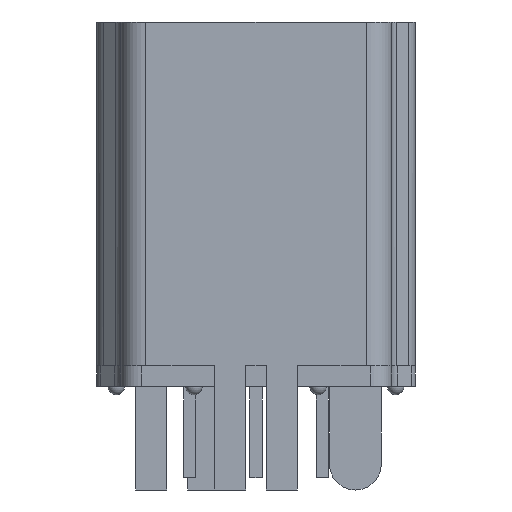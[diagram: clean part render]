
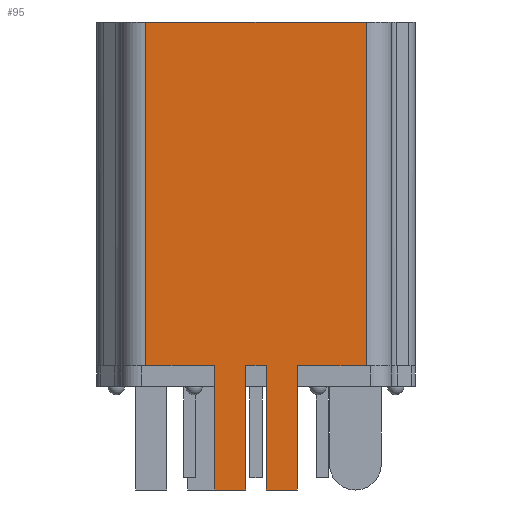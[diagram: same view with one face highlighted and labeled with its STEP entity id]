
A CAD part, front view. The second image highlights one B-rep face of the part: STEP entity #95.
In plain terms, the highlighted planar face has unit normal (0, -1, 0).
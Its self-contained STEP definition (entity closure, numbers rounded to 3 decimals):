
#95=ADVANCED_FACE('',(#376),#377,.T.);
#376=FACE_OUTER_BOUND('',#848,.T.);
#377=PLANE('',#849);
#848=EDGE_LOOP('',(#1666,#1667,#1668,#1669,#1670,#1671,#1672,#1673,#1674,#1675,#1676,#1677));
#849=AXIS2_PLACEMENT_3D('',#1678,#1679,#1680);
#1666=ORIENTED_EDGE('',*,*,#3322,.T.);
#1667=ORIENTED_EDGE('',*,*,#3323,.T.);
#1668=ORIENTED_EDGE('',*,*,#3324,.T.);
#1669=ORIENTED_EDGE('',*,*,#3234,.F.);
#1670=ORIENTED_EDGE('',*,*,#3325,.T.);
#1671=ORIENTED_EDGE('',*,*,#3141,.T.);
#1672=ORIENTED_EDGE('',*,*,#3321,.F.);
#1673=ORIENTED_EDGE('',*,*,#3256,.F.);
#1674=ORIENTED_EDGE('',*,*,#3326,.T.);
#1675=ORIENTED_EDGE('',*,*,#3327,.T.);
#1676=ORIENTED_EDGE('',*,*,#3328,.T.);
#1677=ORIENTED_EDGE('',*,*,#3228,.F.);
#1678=CARTESIAN_POINT('',(-2.664,-1.95,0.0));
#1679=DIRECTION('',(0.0,-1.0,0.0));
#1680=DIRECTION('',(0.0,0.0,-1.0));
#3141=EDGE_CURVE('',#3798,#3796,#3799,.T.);
#3228=EDGE_CURVE('',#3964,#3965,#3966,.T.);
#3234=EDGE_CURVE('',#3975,#3977,#3978,.T.);
#3256=EDGE_CURVE('',#4018,#4020,#4021,.T.);
#3321=EDGE_CURVE('',#4020,#3796,#4127,.T.);
#3322=EDGE_CURVE('',#3964,#4128,#4129,.T.);
#3323=EDGE_CURVE('',#4128,#4130,#4131,.T.);
#3324=EDGE_CURVE('',#4130,#3977,#4132,.T.);
#3325=EDGE_CURVE('',#3975,#3798,#4133,.T.);
#3326=EDGE_CURVE('',#4018,#4134,#4135,.T.);
#3327=EDGE_CURVE('',#4134,#4136,#4137,.T.);
#3328=EDGE_CURVE('',#4136,#3965,#4138,.T.);
#3796=VERTEX_POINT('',#4829);
#3798=VERTEX_POINT('',#4831);
#3799=LINE('',#4832,#4833);
#3964=VERTEX_POINT('',#5057);
#3965=VERTEX_POINT('',#5058);
#3966=LINE('',#5059,#5060);
#3975=VERTEX_POINT('',#5073);
#3977=VERTEX_POINT('',#5075);
#3978=LINE('',#5076,#5077);
#4018=VERTEX_POINT('',#5130);
#4020=VERTEX_POINT('',#5133);
#4021=LINE('',#5134,#5135);
#4127=LINE('',#5283,#5284);
#4128=VERTEX_POINT('',#5285);
#4129=LINE('',#5286,#5287);
#4130=VERTEX_POINT('',#5288);
#4131=LINE('',#5289,#5290);
#4132=LINE('',#5291,#5292);
#4133=LINE('',#5293,#5294);
#4134=VERTEX_POINT('',#5295);
#4135=LINE('',#5296,#5297);
#4136=VERTEX_POINT('',#5298);
#4137=LINE('',#5299,#5300);
#4138=LINE('',#5301,#5302);
#4829=CARTESIAN_POINT('',(-2.664,-1.95,0.0));
#4831=CARTESIAN_POINT('',(2.664,-1.95,0.0));
#4832=CARTESIAN_POINT('',(2.664,-1.95,0.0));
#4833=VECTOR('',#6335,5.328);
#5057=CARTESIAN_POINT('',(0.25,-1.95,-8.3));
#5058=CARTESIAN_POINT('',(-0.25,-1.95,-8.3));
#5059=CARTESIAN_POINT('',(0.25,-1.95,-8.3));
#5060=VECTOR('',#6476,0.5);
#5073=CARTESIAN_POINT('',(2.664,-1.95,-8.3));
#5075=CARTESIAN_POINT('',(1.0,-1.95,-8.3));
#5076=CARTESIAN_POINT('',(2.664,-1.95,-8.3));
#5077=VECTOR('',#6484,1.664);
#5130=CARTESIAN_POINT('',(-1.0,-1.95,-8.3));
#5133=CARTESIAN_POINT('',(-2.664,-1.95,-8.3));
#5134=CARTESIAN_POINT('',(-1.0,-1.95,-8.3));
#5135=VECTOR('',#6520,1.664);
#5283=CARTESIAN_POINT('',(-2.664,-1.95,-8.3));
#5284=VECTOR('',#6634,8.3);
#5285=CARTESIAN_POINT('',(0.25,-1.95,-11.3));
#5286=CARTESIAN_POINT('',(0.25,-1.95,-8.3));
#5287=VECTOR('',#6635,3.0);
#5288=CARTESIAN_POINT('',(1.0,-1.95,-11.3));
#5289=CARTESIAN_POINT('',(0.25,-1.95,-11.3));
#5290=VECTOR('',#6636,0.75);
#5291=CARTESIAN_POINT('',(1.0,-1.95,-11.3));
#5292=VECTOR('',#6637,3.0);
#5293=CARTESIAN_POINT('',(2.664,-1.95,-8.3));
#5294=VECTOR('',#6638,8.3);
#5295=CARTESIAN_POINT('',(-1.0,-1.95,-11.3));
#5296=CARTESIAN_POINT('',(-1.0,-1.95,-8.3));
#5297=VECTOR('',#6639,3.0);
#5298=CARTESIAN_POINT('',(-0.25,-1.95,-11.3));
#5299=CARTESIAN_POINT('',(-1.0,-1.95,-11.3));
#5300=VECTOR('',#6640,0.75);
#5301=CARTESIAN_POINT('',(-0.25,-1.95,-11.3));
#5302=VECTOR('',#6641,3.0);
#6335=DIRECTION('',(-1.0,0.0,0.0));
#6476=DIRECTION('',(-1.0,0.0,0.0));
#6484=DIRECTION('',(-1.0,0.0,0.0));
#6520=DIRECTION('',(-1.0,0.0,0.0));
#6634=DIRECTION('',(0.0,0.0,1.0));
#6635=DIRECTION('',(0.0,0.0,-1.0));
#6636=DIRECTION('',(1.0,0.0,0.0));
#6637=DIRECTION('',(0.0,0.0,1.0));
#6638=DIRECTION('',(0.0,0.0,1.0));
#6639=DIRECTION('',(0.0,0.0,-1.0));
#6640=DIRECTION('',(1.0,0.0,0.0));
#6641=DIRECTION('',(0.0,0.0,1.0));
